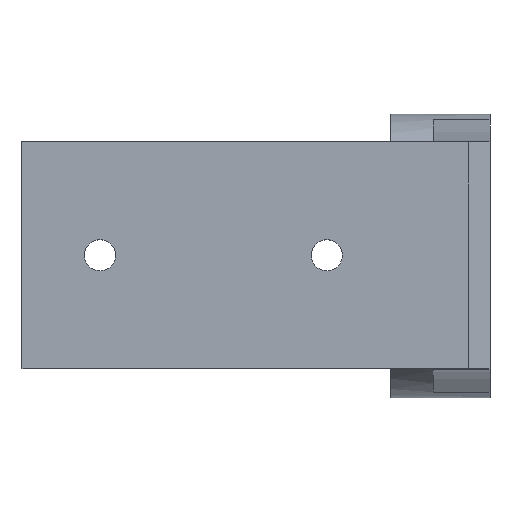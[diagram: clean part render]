
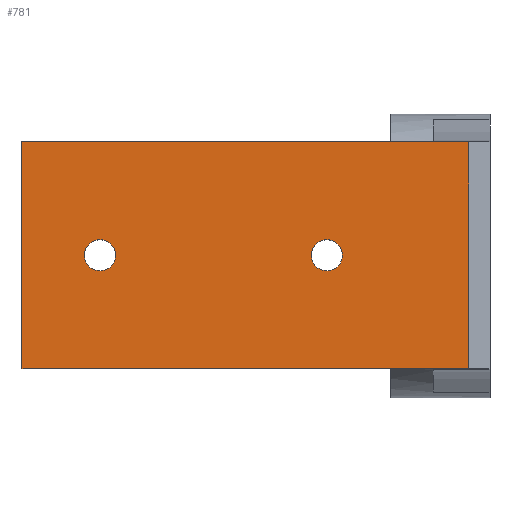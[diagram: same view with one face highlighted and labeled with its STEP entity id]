
A CAD part, top view. The second image highlights one B-rep face of the part: STEP entity #781.
In plain terms, the highlighted planar face has unit normal (0, 0, 1).
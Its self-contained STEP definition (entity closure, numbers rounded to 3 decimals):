
#21=FACE_BOUND('',#136,.T.);
#22=FACE_BOUND('',#137,.T.);
#53=PLANE('',#857);
#87=FACE_OUTER_BOUND('',#135,.T.);
#135=EDGE_LOOP('',(#640,#641,#642,#643));
#136=EDGE_LOOP('',(#644));
#137=EDGE_LOOP('',(#645));
#220=LINE('',#1262,#293);
#223=LINE('',#1268,#296);
#227=LINE('',#1275,#300);
#231=LINE('',#1284,#304);
#293=VECTOR('',#1019,10.);
#296=VECTOR('',#1024,10.);
#300=VECTOR('',#1030,10.);
#304=VECTOR('',#1038,10.);
#323=CIRCLE('',#838,1.1);
#324=CIRCLE('',#840,1.1);
#381=VERTEX_POINT('',#1219);
#382=VERTEX_POINT('',#1223);
#396=VERTEX_POINT('',#1259);
#397=VERTEX_POINT('',#1261);
#399=VERTEX_POINT('',#1267);
#401=VERTEX_POINT('',#1274);
#464=EDGE_CURVE('',#381,#381,#323,.T.);
#466=EDGE_CURVE('',#382,#382,#324,.T.);
#485=EDGE_CURVE('',#397,#396,#220,.T.);
#488=EDGE_CURVE('',#397,#399,#223,.T.);
#492=EDGE_CURVE('',#401,#399,#227,.T.);
#497=EDGE_CURVE('',#396,#401,#231,.T.);
#640=ORIENTED_EDGE('',*,*,#488,.F.);
#641=ORIENTED_EDGE('',*,*,#485,.T.);
#642=ORIENTED_EDGE('',*,*,#497,.T.);
#643=ORIENTED_EDGE('',*,*,#492,.T.);
#644=ORIENTED_EDGE('',*,*,#464,.T.);
#645=ORIENTED_EDGE('',*,*,#466,.T.);
#781=ADVANCED_FACE('',(#87,#21,#22),#53,.T.);
#838=AXIS2_PLACEMENT_3D('',#1220,#977,#978);
#840=AXIS2_PLACEMENT_3D('',#1224,#982,#983);
#857=AXIS2_PLACEMENT_3D('',#1283,#1036,#1037);
#977=DIRECTION('center_axis',(0.,0.,-1.));
#978=DIRECTION('ref_axis',(1.,0.,0.));
#982=DIRECTION('center_axis',(0.,0.,-1.));
#983=DIRECTION('ref_axis',(1.,0.,0.));
#1019=DIRECTION('',(-1.,0.,0.));
#1024=DIRECTION('',(0.,-1.,0.));
#1030=DIRECTION('',(1.,0.,0.));
#1036=DIRECTION('center_axis',(0.,0.,1.));
#1037=DIRECTION('ref_axis',(1.,0.,0.));
#1038=DIRECTION('',(0.,-1.,0.));
#1219=CARTESIAN_POINT('',(-12.1,8.,16.189));
#1220=CARTESIAN_POINT('Origin',(-11.,8.,16.189));
#1223=CARTESIAN_POINT('',(3.9,8.,16.189));
#1224=CARTESIAN_POINT('Origin',(5.,8.,16.189));
#1259=CARTESIAN_POINT('',(-16.5,16.,16.189));
#1261=CARTESIAN_POINT('',(15.,16.,16.189));
#1262=CARTESIAN_POINT('',(16.5,16.,16.189));
#1267=CARTESIAN_POINT('',(15.,0.,16.189));
#1268=CARTESIAN_POINT('',(15.,4.,16.189));
#1274=CARTESIAN_POINT('',(-16.5,0.,16.189));
#1275=CARTESIAN_POINT('',(-16.5,0.,16.189));
#1283=CARTESIAN_POINT('Origin',(0.,8.,16.189));
#1284=CARTESIAN_POINT('',(-16.5,16.,16.189));
